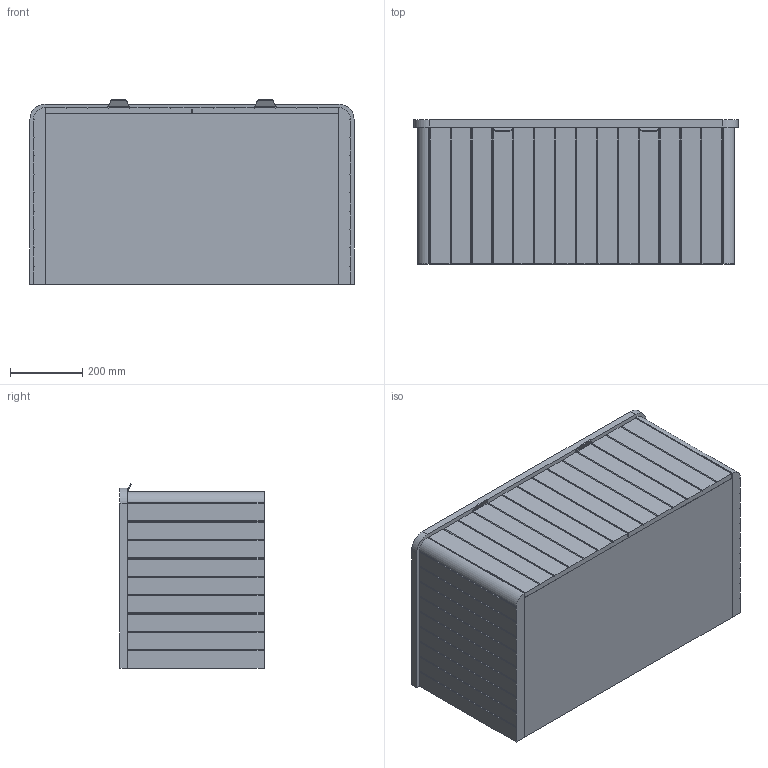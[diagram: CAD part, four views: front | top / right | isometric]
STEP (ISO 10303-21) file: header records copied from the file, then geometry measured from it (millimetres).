
FILE_DESCRIPTION (( 'STEP AP214' ), '1' );
FILE_NAME ('Kado Neue 900 All Door.STEP', '2019-07-10T04:20:30', ( '' ), ( '' ), 'SwSTEP 2.0', 'SolidWorks 2015', '' );
FILE_SCHEMA (( 'AUTOMOTIVE_DESIGN' ));
Length unit declared in the file: millimetre
Products named in the file (3): Kado Neue 900 All Door; Blaze 60
Assembly tree (3 placements, depth 2):
  Kado Neue 900 All Door
    Kado Neue 900 All Door
    Blaze 60  x2
Bounding box: 900 x 400 x 512 mm (x, y, z)
Volume: 46427173 mm3; surface area: 5137552.9 mm2
Topology: 8 solids, 8 shells, 161 faces, 428 edges, 284 vertices
Faces by surface type: plane 151, cylinder 10
Entity records: 4741 total; most frequent: CARTESIAN_POINT 821, ORIENTED_EDGE 800, DIRECTION 730, EDGE_CURVE 400, VECTOR 380, LINE 380, VERTEX_POINT 266, AXIS2_PLACEMENT_3D 175
